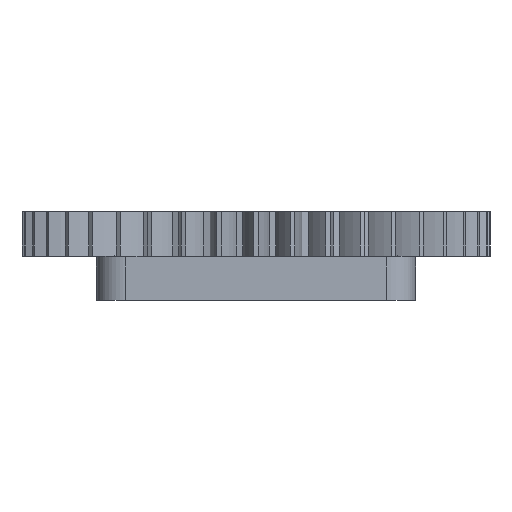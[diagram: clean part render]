
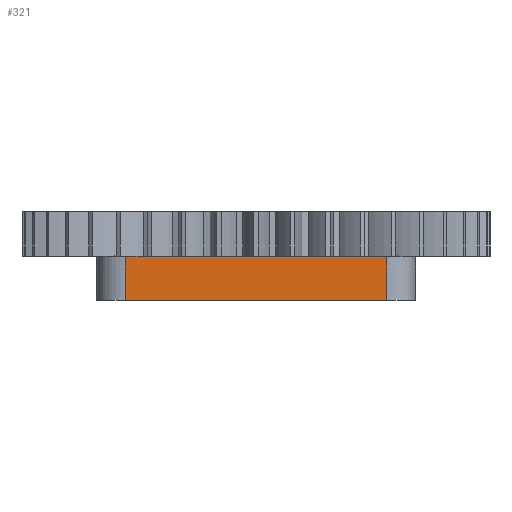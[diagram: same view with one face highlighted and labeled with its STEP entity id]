
A CAD part, front view. The second image highlights one B-rep face of the part: STEP entity #321.
In plain terms, the highlighted planar face has unit normal (0, -1, 0).
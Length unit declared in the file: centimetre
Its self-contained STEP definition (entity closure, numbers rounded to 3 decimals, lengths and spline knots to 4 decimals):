
#321=ADVANCED_FACE('',(#616),#5332,.T.);
#616=FACE_OUTER_BOUND('',#937,.T.);
#937=EDGE_LOOP('',(#2575,#2576,#2577,#2578));
#2575=ORIENTED_EDGE('',*,*,#3520,.T.);
#2576=ORIENTED_EDGE('',*,*,#3521,.T.);
#2577=ORIENTED_EDGE('',*,*,#3522,.F.);
#2578=ORIENTED_EDGE('',*,*,#3523,.F.);
#3520=EDGE_CURVE('',#4999,#5000,#3644,.T.);
#3521=EDGE_CURVE('',#5000,#5001,#3645,.T.);
#3522=EDGE_CURVE('',#5002,#5001,#3646,.T.);
#3523=EDGE_CURVE('',#4999,#5002,#3647,.T.);
#3644=(
BOUNDED_CURVE()
B_SPLINE_CURVE(2,(#19981,#19982,#19983),.UNSPECIFIED.,.F.,.F.)
B_SPLINE_CURVE_WITH_KNOTS((3,3),(0.,5.8585),.UNSPECIFIED.)
CURVE()
GEOMETRIC_REPRESENTATION_ITEM()
RATIONAL_B_SPLINE_CURVE((1.,1.,1.))
REPRESENTATION_ITEM('')
);
#3645=(
BOUNDED_CURVE()
B_SPLINE_CURVE(1,(#19984,#19985),.UNSPECIFIED.,.F.,.F.)
B_SPLINE_CURVE_WITH_KNOTS((2,2),(0.,1.),.UNSPECIFIED.)
CURVE()
GEOMETRIC_REPRESENTATION_ITEM()
RATIONAL_B_SPLINE_CURVE((1.,1.))
REPRESENTATION_ITEM('')
);
#3646=(
BOUNDED_CURVE()
B_SPLINE_CURVE(2,(#19986,#19987,#19988),.UNSPECIFIED.,.F.,.F.)
B_SPLINE_CURVE_WITH_KNOTS((3,3),(0.,5.8585),.UNSPECIFIED.)
CURVE()
GEOMETRIC_REPRESENTATION_ITEM()
RATIONAL_B_SPLINE_CURVE((1.,1.,1.))
REPRESENTATION_ITEM('')
);
#3647=(
BOUNDED_CURVE()
B_SPLINE_CURVE(1,(#19989,#19990),.UNSPECIFIED.,.F.,.F.)
B_SPLINE_CURVE_WITH_KNOTS((2,2),(0.,1.),.UNSPECIFIED.)
CURVE()
GEOMETRIC_REPRESENTATION_ITEM()
RATIONAL_B_SPLINE_CURVE((1.,1.))
REPRESENTATION_ITEM('')
);
#4999=VERTEX_POINT('',#19933);
#5000=VERTEX_POINT('',#19934);
#5001=VERTEX_POINT('',#19935);
#5002=VERTEX_POINT('',#19936);
#5332=PLANE('',#5579);
#5579=AXIS2_PLACEMENT_3D('',#19907,#5757,$);
#5757=DIRECTION('',(0.,-1.,0.));
#19907=CARTESIAN_POINT('',(47.071,76.4199,0.));
#19933=CARTESIAN_POINT('',(47.071,76.4199,0.));
#19934=CARTESIAN_POINT('',(52.9295,76.4199,0.));
#19935=CARTESIAN_POINT('',(52.9295,76.4199,1.));
#19936=CARTESIAN_POINT('',(47.071,76.4199,1.));
#19981=CARTESIAN_POINT('',(47.071,76.4199,0.));
#19982=CARTESIAN_POINT('',(50.0003,76.4199,0.));
#19983=CARTESIAN_POINT('',(52.9295,76.4199,0.));
#19984=CARTESIAN_POINT('',(52.9295,76.4199,0.));
#19985=CARTESIAN_POINT('',(52.9295,76.4199,1.));
#19986=CARTESIAN_POINT('',(47.071,76.4199,1.));
#19987=CARTESIAN_POINT('',(50.0003,76.4199,1.));
#19988=CARTESIAN_POINT('',(52.9295,76.4199,1.));
#19989=CARTESIAN_POINT('',(47.071,76.4199,0.));
#19990=CARTESIAN_POINT('',(47.071,76.4199,1.));
